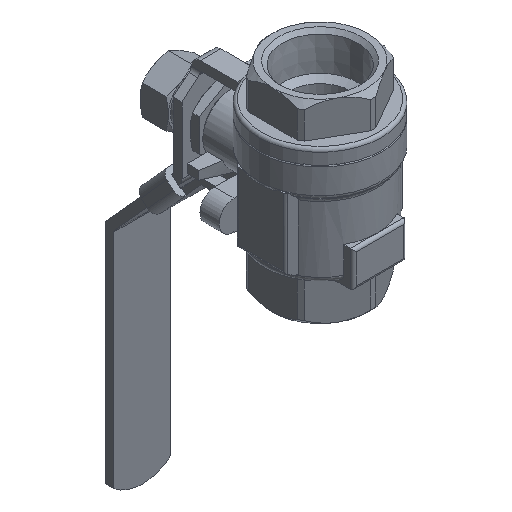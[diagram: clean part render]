
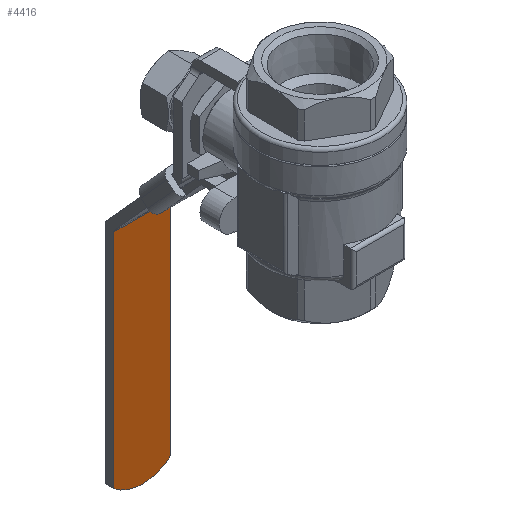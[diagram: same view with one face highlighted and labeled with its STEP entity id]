
A CAD part, isometric view. The second image highlights one B-rep face of the part: STEP entity #4416.
In plain terms, the highlighted planar face has unit normal (0, -1, 0).
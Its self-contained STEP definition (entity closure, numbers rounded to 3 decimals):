
#119=PLANE('',#4773);
#330=CIRCLE('',#4774,15.);
#535=LINE('',#6919,#871);
#543=LINE('',#6938,#879);
#570=LINE('',#7031,#906);
#871=VECTOR('',#5425,1000.);
#879=VECTOR('',#5439,1000.);
#906=VECTOR('',#5514,1000.);
#1454=ORIENTED_EDGE('',*,*,#2707,.F.);
#1455=ORIENTED_EDGE('',*,*,#2654,.F.);
#1456=ORIENTED_EDGE('',*,*,#2708,.T.);
#1457=ORIENTED_EDGE('',*,*,#2664,.T.);
#2654=EDGE_CURVE('',#3269,#3270,#535,.T.);
#2664=EDGE_CURVE('',#3278,#3277,#543,.T.);
#2707=EDGE_CURVE('',#3270,#3277,#330,.T.);
#2708=EDGE_CURVE('',#3269,#3278,#570,.T.);
#3269=VERTEX_POINT('',#6918);
#3270=VERTEX_POINT('',#6920);
#3277=VERTEX_POINT('',#6937);
#3278=VERTEX_POINT('',#6939);
#3768=EDGE_LOOP('',(#1454,#1455,#1456,#1457));
#4073=FACE_BOUND('',#3768,.T.);
#4416=ADVANCED_FACE('',(#4073),#119,.F.);
#4773=AXIS2_PLACEMENT_3D('',#7029,#5510,#5511);
#4774=AXIS2_PLACEMENT_3D('',#7030,#5512,#5513);
#5425=DIRECTION('',(0.,0.,-1.));
#5439=DIRECTION('',(0.,0.,-1.));
#5510=DIRECTION('',(0.,1.,0.));
#5511=DIRECTION('',(0.,0.,1.));
#5512=DIRECTION('',(0.,1.,0.));
#5513=DIRECTION('',(1.,0.,0.));
#5514=DIRECTION('',(-1.,0.,0.));
#6918=CARTESIAN_POINT('',(9.6,60.,-42.537));
#6919=CARTESIAN_POINT('',(9.6,60.,-42.153));
#6920=CARTESIAN_POINT('',(9.6,60.,-117.526));
#6937=CARTESIAN_POINT('',(-9.6,60.,-117.526));
#6938=CARTESIAN_POINT('',(-9.6,60.,-42.153));
#6939=CARTESIAN_POINT('',(-9.6,60.,-42.537));
#7029=CARTESIAN_POINT('',(9.6,60.,-42.153));
#7030=CARTESIAN_POINT('',(0.,60.,-106.));
#7031=CARTESIAN_POINT('',(9.6,60.,-42.537));
